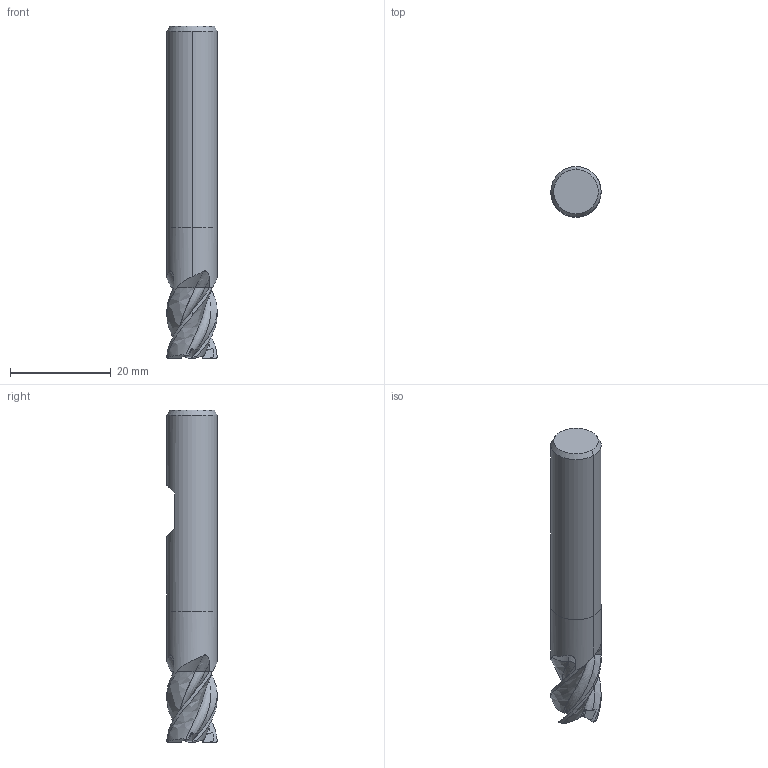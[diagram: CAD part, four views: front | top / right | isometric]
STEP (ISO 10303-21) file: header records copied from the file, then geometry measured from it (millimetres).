
FILE_DESCRIPTION(('no description'),'unknown implementation level');
FILE_NAME('K201688-10-Detail.stp',' ',('CIMSOURCE GmbH'),('CADClick - KiM GmbH - www.kimweb.de'),'unknown preprocess','ACIS','unknown authorization');
FILE_SCHEMA(('automotive_design'));
Length unit declared in the file: millimetre
Products named in the file (2): NOCUT; CUT
Bounding box: 10 x 10 x 66 mm (x, y, z)
Volume: 4536.4 mm3; surface area: 2696.5 mm2
Topology: 2 solids, 2 shells, 127 faces, 365 edges, 242 vertices
Faces by surface type: plane 51, bspline 36, revolution 16, cone 10, cylinder 10, torus 4
Entity records: 18055 total; most frequent: CARTESIAN_POINT 10956, STYLED_ITEM 736, PRESENTATION_STYLE_ASSIGNMENT 736, COLOUR_RGB 736, ORIENTED_EDGE 730, DIRECTION 487, EDGE_CURVE 365, CURVE_STYLE 365
